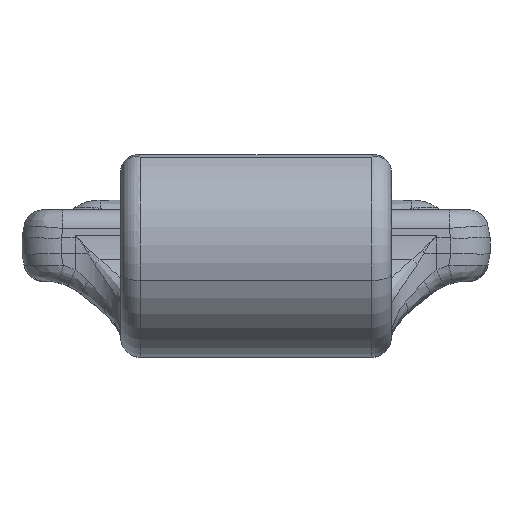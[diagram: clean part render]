
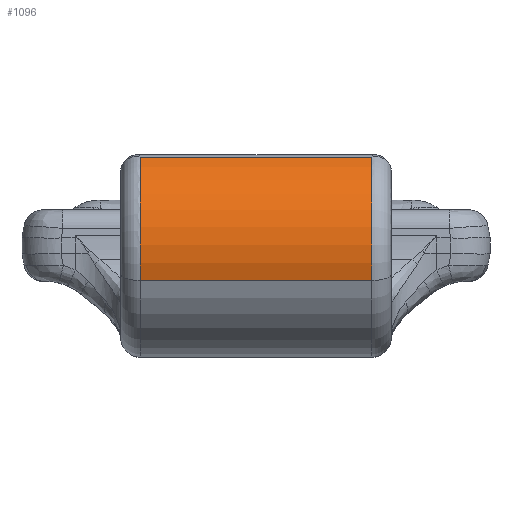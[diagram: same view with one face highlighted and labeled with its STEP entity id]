
A CAD part, left-side view. The second image highlights one B-rep face of the part: STEP entity #1096.
In plain terms, the highlighted cylindrical face has radius 8 mm (diameter 16 mm), a partial arc.
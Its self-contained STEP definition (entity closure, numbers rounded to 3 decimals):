
#344=CYLINDRICAL_SURFACE('',#14120,8.);
#646=CIRCLE('',#14118,8.);
#647=CIRCLE('',#14119,8.);
#1096=ADVANCED_FACE('',(#2283),#344,.T.);
#2283=FACE_OUTER_BOUND('',#3160,.T.);
#3160=EDGE_LOOP('',(#4633,#4634,#4635,#4636));
#4633=ORIENTED_EDGE('',*,*,#9919,.T.);
#4634=ORIENTED_EDGE('',*,*,#9920,.T.);
#4635=ORIENTED_EDGE('',*,*,#9921,.F.);
#4636=ORIENTED_EDGE('',*,*,#9922,.F.);
#8722=VERTEX_POINT('',#19302);
#8723=VERTEX_POINT('',#19303);
#8724=VERTEX_POINT('',#19305);
#8725=VERTEX_POINT('',#19307);
#9919=EDGE_CURVE('',#8722,#8723,#646,.T.);
#9920=EDGE_CURVE('',#8723,#8724,#11953,.T.);
#9921=EDGE_CURVE('',#8725,#8724,#647,.T.);
#9922=EDGE_CURVE('',#8722,#8725,#11954,.T.);
#11953=LINE('',#19304,#13042);
#11954=LINE('',#19308,#13043);
#13042=VECTOR('',#15500,1.);
#13043=VECTOR('',#15503,1.);
#14118=AXIS2_PLACEMENT_3D('',#19301,#15498,#15499);
#14119=AXIS2_PLACEMENT_3D('',#19306,#15501,#15502);
#14120=AXIS2_PLACEMENT_3D('',#19309,#15504,#15505);
#15498=DIRECTION('',(0.,1.,0.));
#15499=DIRECTION('',(0.,0.,-1.));
#15500=DIRECTION('',(0.,1.,0.));
#15501=DIRECTION('',(0.,1.,0.));
#15502=DIRECTION('',(0.,0.,-1.));
#15503=DIRECTION('',(0.,1.,0.));
#15504=DIRECTION('',(0.,1.,0.));
#15505=DIRECTION('',(0.,0.,1.));
#19301=CARTESIAN_POINT('',(-41.225,-8.893,-0.189));
#19302=CARTESIAN_POINT('',(-48.828,-8.893,-2.678));
#19303=CARTESIAN_POINT('',(-45.104,-8.893,6.807));
#19304=CARTESIAN_POINT('',(-45.104,-10.4,6.807));
#19305=CARTESIAN_POINT('',(-45.104,8.893,6.807));
#19306=CARTESIAN_POINT('',(-41.225,8.893,-0.189));
#19307=CARTESIAN_POINT('',(-48.828,8.893,-2.678));
#19308=CARTESIAN_POINT('',(-48.828,-10.4,-2.678));
#19309=CARTESIAN_POINT('',(-41.225,-10.4,-0.189));
